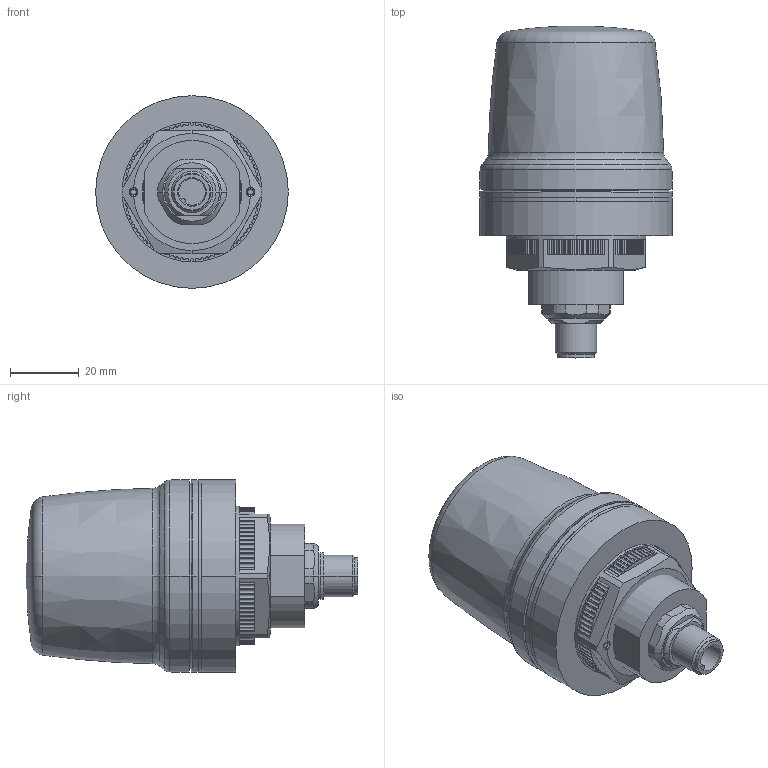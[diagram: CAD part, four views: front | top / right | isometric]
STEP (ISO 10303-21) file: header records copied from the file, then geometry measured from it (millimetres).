
FILE_DESCRIPTION(('HOOPS Exchange Step'),'2;1');
FILE_NAME('export-9E29AE7E-DA54-4B41-A6A0-65868CD9B1D5.stp','2023-08-30T15:40:33+02:00',('Engineering'),('Alibre'),'HOOPS Exchange 2021.0','Alibre','Unknown authorisation');
FILE_SCHEMA( ('AP242_MANAGED_MODEL_BASED_3D_ENGINEERING_MIM_LF {1 0 10303 442 1 1 4 }') );
Length unit declared in the file: millimetre
Products named in the file (3): 6334-1 DV2120 1-segment signal lamp, IO-link or DI control MAIN HOUSING; 6334-2 DV2120 1-segment signal lamp, IO-link or DI control NUT; 6334 DV2120 1-segment signal lamp, IO-link or DI control
Assembly tree (2 placements, depth 2):
  6334 DV2120 1-segment signal lamp, IO-link or DI control
    6334-1 DV2120 1-segment signal lamp, IO-link or DI control MAIN HOUSING
    6334-2 DV2120 1-segment signal lamp, IO-link or DI control NUT
Bounding box: 56 x 96.5 x 56 mm (x, y, z)
Volume: 146187.1 mm3; surface area: 20347.9 mm2
Topology: 2 solids, 2 shells, 379 faces, 1056 edges, 695 vertices
Faces by surface type: cylinder 196, plane 148, cone 16, torus 15, bspline 2, sphere 2
Entity records: 12654 total; most frequent: CARTESIAN_POINT 2386, DIRECTION 2251, ORIENTED_EDGE 2108, EDGE_CURVE 1054, AXIS2_PLACEMENT_3D 844, VERTEX_POINT 695, VECTOR 563, LINE 563
